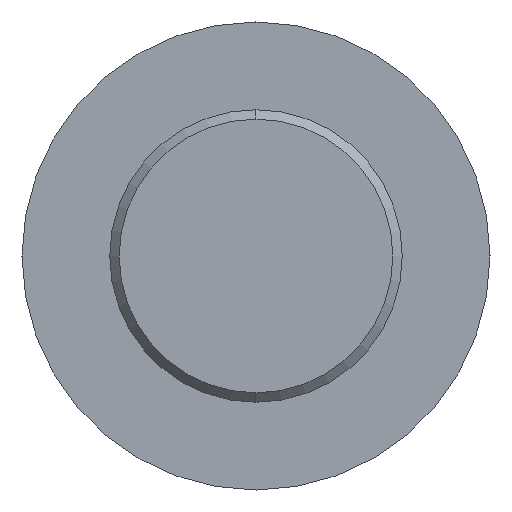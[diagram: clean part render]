
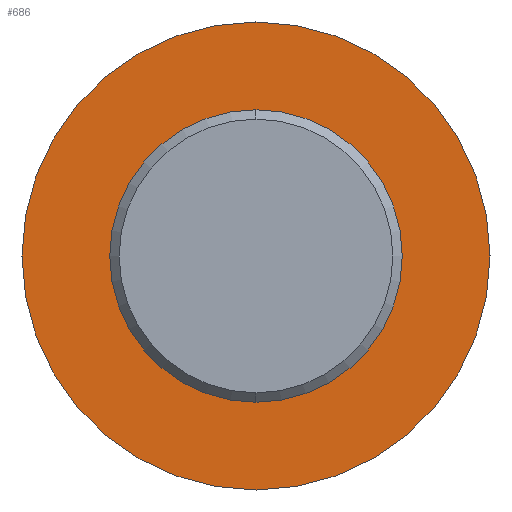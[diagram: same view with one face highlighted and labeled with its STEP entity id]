
A CAD part, left-side view. The second image highlights one B-rep face of the part: STEP entity #686.
In plain terms, the highlighted planar face has unit normal (-1, 0, 0).
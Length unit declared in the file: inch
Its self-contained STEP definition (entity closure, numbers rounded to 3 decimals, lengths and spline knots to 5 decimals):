
#40 = CARTESIAN_POINT ( 'NONE',  ( 0.375, 0., 0. ) ) ;
#59 = DIRECTION ( 'NONE',  ( -1., 0., 0. ) ) ;
#64 = CARTESIAN_POINT ( 'NONE',  ( 0.375, 0., 0. ) ) ;
#102 = EDGE_CURVE ( 'NONE', #616, #544, #433, .T. ) ;
#113 = DIRECTION ( 'NONE',  ( -1., 0., 0. ) ) ;
#153 = AXIS2_PLACEMENT_3D ( 'NONE', #40, #113, #310 ) ;
#160 = DIRECTION ( 'NONE',  ( 1., 0., 0. ) ) ;
#183 = AXIS2_PLACEMENT_3D ( 'NONE', #270, #59, #501 ) ;
#199 = AXIS2_PLACEMENT_3D ( 'NONE', #64, #680, #663 ) ;
#203 = AXIS2_PLACEMENT_3D ( 'NONE', #755, #851, #250 ) ;
#250 = DIRECTION ( 'NONE',  ( 0., 0., -1. ) ) ;
#270 = CARTESIAN_POINT ( 'NONE',  ( 0.375, 0.25, 0. ) ) ;
#310 = DIRECTION ( 'NONE',  ( 0., 0., 1. ) ) ;
#331 = CIRCLE ( 'NONE', #153, 0.15625 ) ;
#338 = DIRECTION ( 'NONE',  ( 0., 0., -1. ) ) ;
#352 = FACE_OUTER_BOUND ( 'NONE', #572, .T. ) ;
#356 = FACE_BOUND ( 'NONE', #757, .T. ) ;
#359 = CIRCLE ( 'NONE', #199, 0.15625 ) ;
#363 = CIRCLE ( 'NONE', #203, 0.25 ) ;
#433 = CIRCLE ( 'NONE', #566, 0.25 ) ;
#498 = ORIENTED_EDGE ( 'NONE', *, *, #767, .F. ) ;
#501 = DIRECTION ( 'NONE',  ( 0., 0., 1. ) ) ;
#515 = CARTESIAN_POINT ( 'NONE',  ( 0.375, 0., -0.25 ) ) ;
#534 = ORIENTED_EDGE ( 'NONE', *, *, #661, .F. ) ;
#544 = VERTEX_POINT ( 'NONE', #737 ) ;
#566 = AXIS2_PLACEMENT_3D ( 'NONE', #583, #160, #338 ) ;
#572 = EDGE_LOOP ( 'NONE', ( #699, #534 ) ) ;
#583 = CARTESIAN_POINT ( 'NONE',  ( 0.375, 0., 0. ) ) ;
#616 = VERTEX_POINT ( 'NONE', #515 ) ;
#645 = CARTESIAN_POINT ( 'NONE',  ( 0.375, 0., -0.15625 ) ) ;
#661 = EDGE_CURVE ( 'NONE', #544, #616, #363, .T. ) ;
#663 = DIRECTION ( 'NONE',  ( 0., 0., 1. ) ) ;
#669 = EDGE_CURVE ( 'NONE', #733, #715, #359, .T. ) ;
#680 = DIRECTION ( 'NONE',  ( -1., 0., 0. ) ) ;
#686 = ADVANCED_FACE ( 'NONE', ( #352, #356 ), #806, .T. ) ;
#699 = ORIENTED_EDGE ( 'NONE', *, *, #102, .F. ) ;
#715 = VERTEX_POINT ( 'NONE', #758 ) ;
#733 = VERTEX_POINT ( 'NONE', #645 ) ;
#737 = CARTESIAN_POINT ( 'NONE',  ( 0.375, 0., 0.25 ) ) ;
#739 = ORIENTED_EDGE ( 'NONE', *, *, #669, .F. ) ;
#755 = CARTESIAN_POINT ( 'NONE',  ( 0.375, 0., 0. ) ) ;
#757 = EDGE_LOOP ( 'NONE', ( #739, #498 ) ) ;
#758 = CARTESIAN_POINT ( 'NONE',  ( 0.375, 0., 0.15625 ) ) ;
#767 = EDGE_CURVE ( 'NONE', #715, #733, #331, .T. ) ;
#806 = PLANE ( 'NONE',  #183 ) ;
#851 = DIRECTION ( 'NONE',  ( 1., 0., 0. ) ) ;
